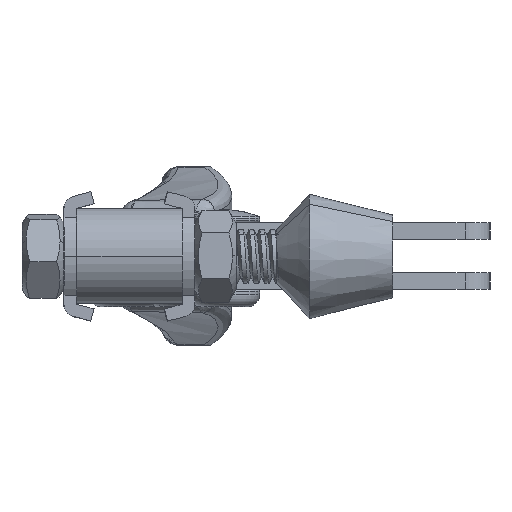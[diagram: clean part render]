
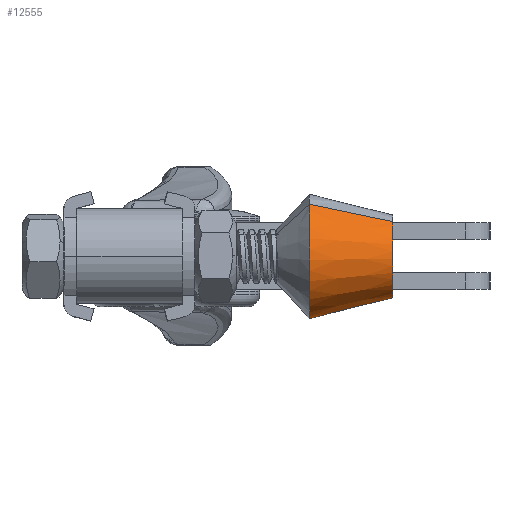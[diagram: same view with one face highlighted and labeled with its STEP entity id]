
A CAD part, left-side view. The second image highlights one B-rep face of the part: STEP entity #12555.
In plain terms, the highlighted conical face has half-angle 14.036 degrees and reference radius 7.5 mm.
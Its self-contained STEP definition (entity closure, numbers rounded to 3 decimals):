
#114 = CIRCLE ( 'NONE', #24418, 7.5 ) ;
#1668 = CONICAL_SURFACE ( 'NONE', #26917, 7.5, 0.245 ) ;
#2805 = AXIS2_PLACEMENT_3D ( 'NONE', #21605, #6873, #24083 ) ;
#3575 = CARTESIAN_POINT ( 'NONE',  ( 0., 0., 4.5 ) ) ;
#4135 = CARTESIAN_POINT ( 'NONE',  ( -7.5, 0., 4.5 ) ) ;
#4834 = ORIENTED_EDGE ( 'NONE', *, *, #27796, .F. ) ;
#5127 = LINE ( 'NONE', #10363, #23220 ) ;
#6204 = VERTEX_POINT ( 'NONE', #29180 ) ;
#6873 = DIRECTION ( 'NONE',  ( 0., 0., 1. ) ) ;
#7860 = ORIENTED_EDGE ( 'NONE', *, *, #15024, .T. ) ;
#8025 = CARTESIAN_POINT ( 'NONE',  ( 0., 0., 4.5 ) ) ;
#8035 = CARTESIAN_POINT ( 'NONE',  ( 7.5, 0., 4.5 ) ) ;
#8690 = EDGE_CURVE ( 'NONE', #19036, #13246, #28018, .T. ) ;
#10363 = CARTESIAN_POINT ( 'NONE',  ( -7.5, 0., 4.5 ) ) ;
#10473 = DIRECTION ( 'NONE',  ( 1., 0., 0. ) ) ;
#12555 = ADVANCED_FACE ( 'NONE', ( #21305 ), #1668, .T. ) ;
#13246 = VERTEX_POINT ( 'NONE', #21181 ) ;
#13625 = DIRECTION ( 'NONE',  ( 0., 0., 1. ) ) ;
#14312 = EDGE_CURVE ( 'NONE', #6204, #28426, #5127, .T. ) ;
#15024 = EDGE_CURVE ( 'NONE', #6204, #19036, #20480, .T. ) ;
#16085 = DIRECTION ( 'NONE',  ( 1., 0., 0. ) ) ;
#16701 = EDGE_LOOP ( 'NONE', ( #20496, #7860, #28296, #4834 ) ) ;
#19036 = VERTEX_POINT ( 'NONE', #30677 ) ;
#20480 = CIRCLE ( 'NONE', #2805, 5. ) ;
#20496 = ORIENTED_EDGE ( 'NONE', *, *, #14312, .F. ) ;
#21181 = CARTESIAN_POINT ( 'NONE',  ( 7.5, 0., 4.5 ) ) ;
#21305 = FACE_OUTER_BOUND ( 'NONE', #16701, .T. ) ;
#21605 = CARTESIAN_POINT ( 'NONE',  ( 0., 0., -5.5 ) ) ;
#23220 = VECTOR ( 'NONE', #30018, 1000. ) ;
#24083 = DIRECTION ( 'NONE',  ( 1., 0., 0. ) ) ;
#24418 = AXIS2_PLACEMENT_3D ( 'NONE', #8025, #25170, #10473 ) ;
#25170 = DIRECTION ( 'NONE',  ( 0., 0., 1. ) ) ;
#25184 = DIRECTION ( 'NONE',  ( 0.243, 0., 0.97 ) ) ;
#26917 = AXIS2_PLACEMENT_3D ( 'NONE', #3575, #13625, #16085 ) ;
#27796 = EDGE_CURVE ( 'NONE', #28426, #13246, #114, .T. ) ;
#28018 = LINE ( 'NONE', #8035, #29560 ) ;
#28296 = ORIENTED_EDGE ( 'NONE', *, *, #8690, .T. ) ;
#28426 = VERTEX_POINT ( 'NONE', #4135 ) ;
#29180 = CARTESIAN_POINT ( 'NONE',  ( -5., 0., -5.5 ) ) ;
#29560 = VECTOR ( 'NONE', #25184, 1000. ) ;
#30018 = DIRECTION ( 'NONE',  ( -0.243, 0., 0.97 ) ) ;
#30677 = CARTESIAN_POINT ( 'NONE',  ( 5., 0., -5.5 ) ) ;
